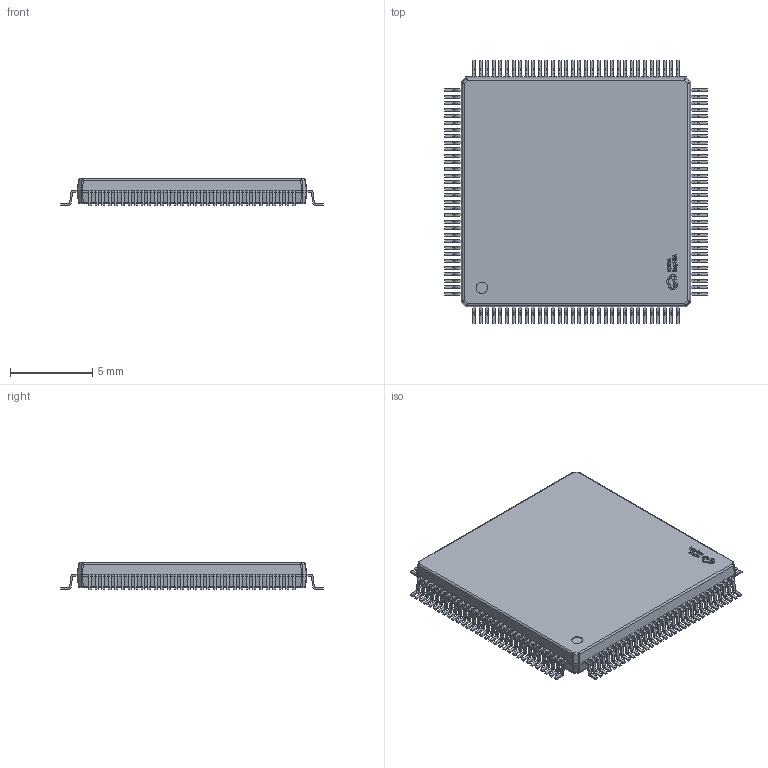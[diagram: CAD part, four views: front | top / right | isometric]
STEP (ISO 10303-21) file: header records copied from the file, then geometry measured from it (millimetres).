
FILE_DESCRIPTION (( 'STEP AP214' ), '1' );
FILE_NAME ('LQFP-128_L14.0-W14.0-P0.40-LS16.0-BL-EP5.0.STEP', '2022-06-29T14:35:36', ( '' ), ( '' ), 'SwSTEP 2.0', 'SolidWorks 2018', '' );
FILE_SCHEMA (( 'AUTOMOTIVE_DESIGN' ));
Length unit declared in the file: millimetre
Products named in the file (1): LQFP-128_L14.0-W14.0-P0.40-LS16.0-BL-EP5.0
Bounding box: 16 x 16 x 1.61 mm (x, y, z)
Volume: 293.5 mm3; surface area: 579.3 mm2
Topology: 1 solids, 1 shells, 3122 faces, 6689 edges, 3590 vertices
Faces by surface type: plane 2462, cylinder 546, bspline 98, sphere 16
Entity records: 115097 total; most frequent: CARTESIAN_POINT 14832, DIRECTION 13575, ORIENTED_EDGE 13378, EDGE_CURVE 6689, LINE 5373, VECTOR 5373, AXIS2_PLACEMENT_3D 4101, VERTEX_POINT 3590
